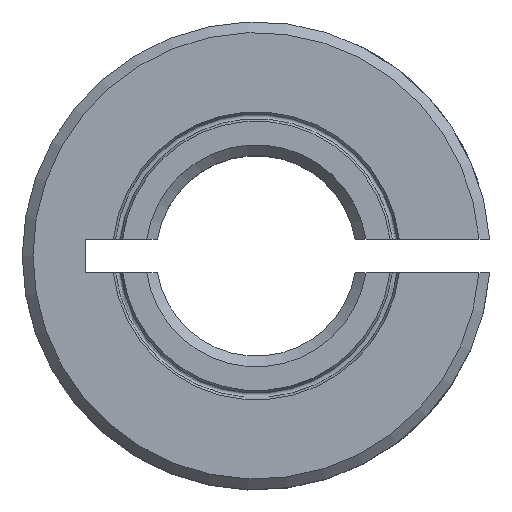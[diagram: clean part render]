
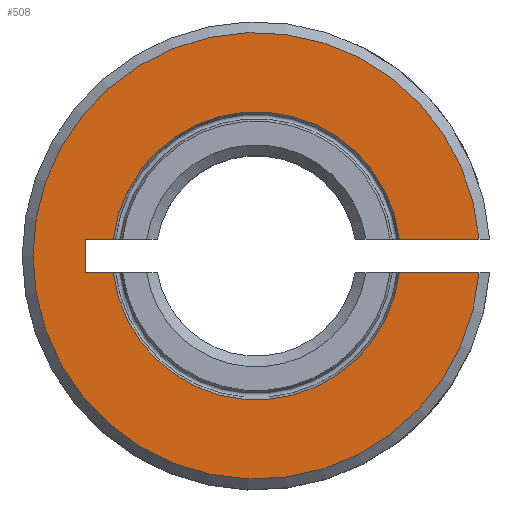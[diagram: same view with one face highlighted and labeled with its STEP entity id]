
A CAD part, top view. The second image highlights one B-rep face of the part: STEP entity #508.
In plain terms, the highlighted planar face has unit normal (0, 0, 1).
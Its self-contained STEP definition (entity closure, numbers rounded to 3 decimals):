
#20=PLANE($,#561);
#30=LINE($,#875,#53);
#39=LINE($,#935,#62);
#41=LINE($,#942,#64);
#44=LINE($,#966,#67);
#45=LINE($,#969,#68);
#53=VECTOR($,#614,3.781);
#62=VECTOR($,#659,1.588);
#64=VECTOR($,#663,1.334);
#67=VECTOR($,#682,3.781);
#68=VECTOR($,#685,1.334);
#129=CIRCLE($,#550,10.605);
#130=CIRCLE($,#555,6.84);
#134=CIRCLE($,#562,6.84);
#155=FACE_OUTER_BOUND($,#188,.T.);
#188=EDGE_LOOP($,(#437,#438,#439,#440,#441,#442,#443,#444));
#223=VERTEX_POINT($,#852);
#228=VERTEX_POINT($,#871);
#241=VERTEX_POINT($,#922);
#242=VERTEX_POINT($,#932);
#243=VERTEX_POINT($,#934);
#244=VERTEX_POINT($,#938);
#251=VERTEX_POINT($,#965);
#252=VERTEX_POINT($,#967);
#285=EDGE_CURVE($,#223,#228,#30,.T.);
#304=EDGE_CURVE($,#241,#228,#129,.T.);
#308=EDGE_CURVE($,#242,#243,#39,.T.);
#311=EDGE_CURVE($,#244,#242,#41,.T.);
#312=EDGE_CURVE($,#244,#223,#130,.T.);
#320=EDGE_CURVE($,#241,#251,#44,.T.);
#321=EDGE_CURVE($,#251,#252,#134,.T.);
#322=EDGE_CURVE($,#252,#243,#45,.T.);
#437=ORIENTED_EDGE($,*,*,#312,.T.);
#438=ORIENTED_EDGE($,*,*,#285,.T.);
#439=ORIENTED_EDGE($,*,*,#304,.F.);
#440=ORIENTED_EDGE($,*,*,#320,.T.);
#441=ORIENTED_EDGE($,*,*,#321,.T.);
#442=ORIENTED_EDGE($,*,*,#322,.T.);
#443=ORIENTED_EDGE($,*,*,#308,.F.);
#444=ORIENTED_EDGE($,*,*,#311,.F.);
#508=ADVANCED_FACE($,(#155),#20,.T.);
#550=AXIS2_PLACEMENT_3D($,#923,#652,#653);
#555=AXIS2_PLACEMENT_3D($,#944,#666,#667);
#561=AXIS2_PLACEMENT_3D($,#964,#680,#681);
#562=AXIS2_PLACEMENT_3D($,#968,#683,#684);
#614=DIRECTION($,(1.,0.,0.));
#652=DIRECTION('center_axis',(0.,0.,
-1.));
#653=DIRECTION('ref_axis',(-1.,0.,0.));
#659=DIRECTION($,(0.,-1.,0.));
#663=DIRECTION($,(-1.,0.,0.));
#666=DIRECTION('center_axis',(0.,0.,
-1.));
#667=DIRECTION('ref_axis',(-0.993,0.116,0.));
#680=DIRECTION('center_axis',(0.,0.,1.));
#681=DIRECTION('ref_axis',(1.,0.,0.));
#682=DIRECTION($,(-1.,0.,0.));
#683=DIRECTION('center_axis',(0.,0.,
-1.));
#684=DIRECTION('ref_axis',(0.993,-0.116,0.));
#685=DIRECTION($,(-1.,0.,0.));
#852=CARTESIAN_POINT('',(6.794,0.794,8.712));
#871=CARTESIAN_POINT('',(10.575,0.794,8.712));
#875=CARTESIAN_POINT($,(6.794,0.794,8.712));
#922=CARTESIAN_POINT('',(10.575,-0.794,8.712));
#923=CARTESIAN_POINT('Origin',(0.,0.,
8.712));
#932=CARTESIAN_POINT('',(-8.128,0.794,8.712));
#934=CARTESIAN_POINT('',(-8.128,-0.794,8.712));
#935=CARTESIAN_POINT($,(-8.128,0.794,8.712));
#938=CARTESIAN_POINT('',(-6.794,0.794,8.712));
#942=CARTESIAN_POINT($,(-6.794,0.794,8.712));
#944=CARTESIAN_POINT('Origin',(0.,0.,
8.712));
#964=CARTESIAN_POINT('Origin',(-0.015,-10.732,8.712));
#965=CARTESIAN_POINT('',(6.794,-0.794,8.712));
#966=CARTESIAN_POINT($,(10.575,-0.794,8.712));
#967=CARTESIAN_POINT('',(-6.794,-0.794,8.712));
#968=CARTESIAN_POINT('Origin',(0.,0.,
8.712));
#969=CARTESIAN_POINT($,(-6.794,-0.794,8.712));
